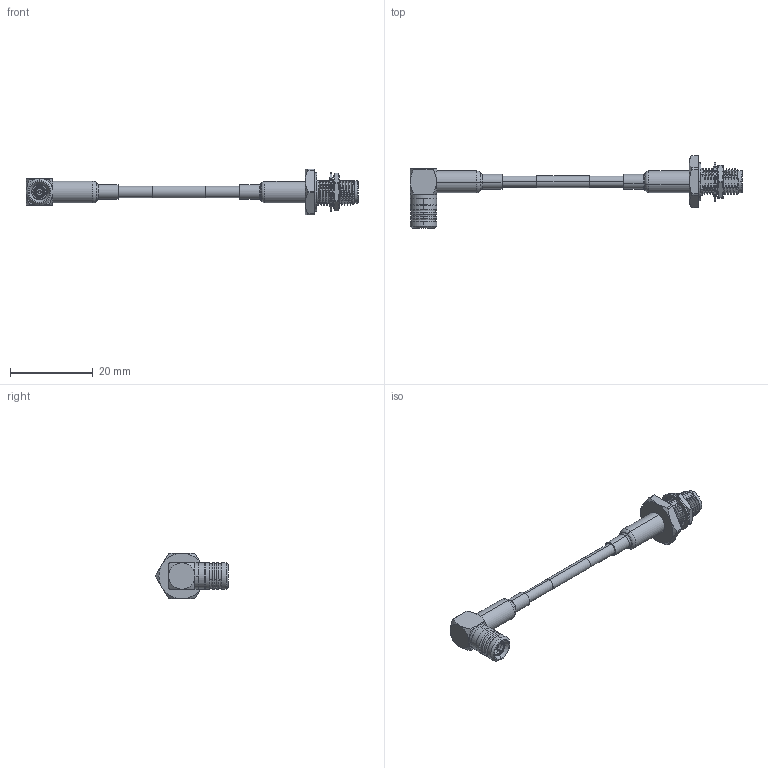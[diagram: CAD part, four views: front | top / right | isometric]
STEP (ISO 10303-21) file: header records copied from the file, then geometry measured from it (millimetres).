
FILE_DESCRIPTION (( 'STEP AP214' ), '1' );
FILE_NAME ('FMCA100087_3D.step', '2024-07-31T22:49:15', ( '' ), ( '' ), 'SwSTEP 2.0', 'SolidWorks 2022', '' );
FILE_SCHEMA (( 'AUTOMOTIVE_DESIGN' ));
Length unit declared in the file: inch
Products named in the file (5): FMCA100087_3D; RG188A-U; SC8846; RG188-HEATSHRINK_.75" Long; PE44643 ¦ SC7076
Assembly tree (5 placements, depth 2):
  FMCA100087_3D
    RG188A-U
    PE44643 ¦ SC7076
    SC8846
    RG188-HEATSHRINK_.75" Long  x2
Bounding box: 80 x 17.4 x 11 mm (x, y, z)
Volume: 1422.9 mm3; surface area: 3715.7 mm2
Topology: 10 solids, 10 shells, 995 faces, 2485 edges, 1520 vertices
Faces by surface type: bspline 446, cylinder 256, plane 194, cone 79, torus 20
Entity records: 66324 total; most frequent: CARTESIAN_POINT 45958, ORIENTED_EDGE 4878, DIRECTION 2558, EDGE_CURVE 2439, VERTEX_POINT 1496, AXIS2_PLACEMENT_3D 1058, EDGE_LOOP 1007, FACE_OUTER_BOUND 973
